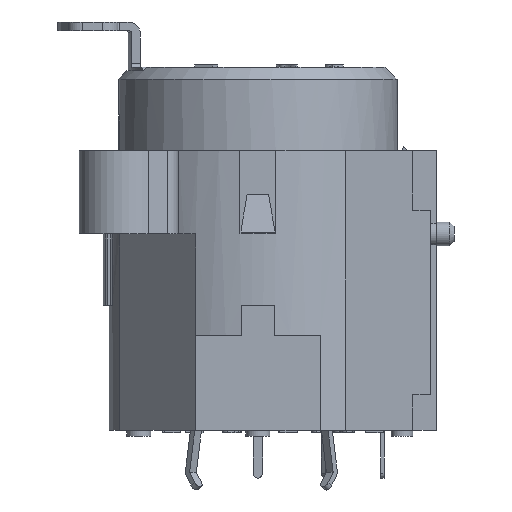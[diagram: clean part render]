
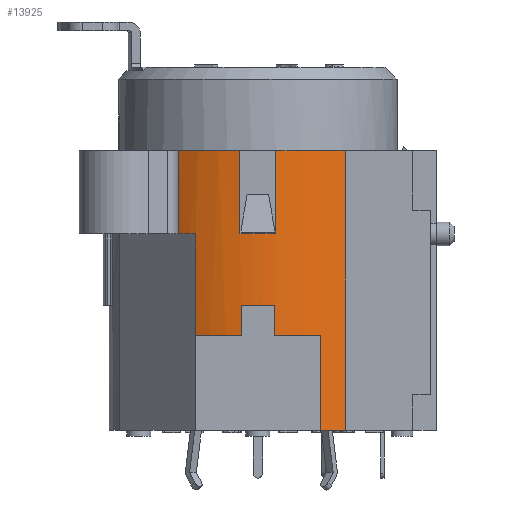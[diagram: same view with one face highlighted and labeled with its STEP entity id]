
A CAD part, left-side view. The second image highlights one B-rep face of the part: STEP entity #13925.
In plain terms, the highlighted cylindrical face has radius 13 mm (diameter 26 mm), a partial arc.
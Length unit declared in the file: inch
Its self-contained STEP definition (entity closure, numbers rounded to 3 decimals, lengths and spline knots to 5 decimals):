
#328=CIRCLE('',#14686,0.51181);
#329=CIRCLE('',#14687,0.51181);
#364=CIRCLE('',#14768,0.51181);
#365=CIRCLE('',#14769,0.51181);
#366=CIRCLE('',#14770,0.51181);
#367=CIRCLE('',#14771,0.51181);
#368=CIRCLE('',#14772,0.51181);
#369=CIRCLE('',#14773,0.51181);
#1000=FACE_OUTER_BOUND('',#1748,.T.);
#1748=EDGE_LOOP('',(#9455,#9456,#9457,#9458,#9459,#9460,#9461,#9462,#9463,
#9464,#9465,#9466,#9467,#9468,#9469,#9470));
#2687=LINE('',#18902,#4093);
#2708=LINE('',#18952,#4114);
#2709=LINE('',#18956,#4115);
#2710=LINE('',#18960,#4116);
#2711=LINE('',#18964,#4117);
#2712=LINE('',#18968,#4118);
#2713=LINE('',#18971,#4119);
#2714=LINE('',#18974,#4120);
#4093=VECTOR('',#15846,0.31496);
#4114=VECTOR('',#15885,0.27559);
#4115=VECTOR('',#15888,0.09843);
#4116=VECTOR('',#15891,0.09843);
#4117=VECTOR('',#15894,0.09843);
#4118=VECTOR('',#15897,0.31496);
#4119=VECTOR('',#15900,0.27559);
#4120=VECTOR('',#15903,0.27559);
#5806=VERTEX_POINT('',#18533);
#5807=VERTEX_POINT('',#18535);
#5810=VERTEX_POINT('',#18541);
#5811=VERTEX_POINT('',#18543);
#5937=VERTEX_POINT('',#18901);
#5957=VERTEX_POINT('',#18951);
#5958=VERTEX_POINT('',#18953);
#5959=VERTEX_POINT('',#18955);
#5960=VERTEX_POINT('',#18957);
#5961=VERTEX_POINT('',#18959);
#5962=VERTEX_POINT('',#18961);
#5963=VERTEX_POINT('',#18963);
#5964=VERTEX_POINT('',#18965);
#5965=VERTEX_POINT('',#18967);
#5966=VERTEX_POINT('',#18970);
#5967=VERTEX_POINT('',#18972);
#7161=EDGE_CURVE('',#5807,#5806,#328,.T.);
#7165=EDGE_CURVE('',#5811,#5810,#329,.T.);
#7326=EDGE_CURVE('',#5937,#5811,#2687,.T.);
#7349=EDGE_CURVE('',#5957,#5806,#2708,.T.);
#7350=EDGE_CURVE('',#5958,#5957,#364,.T.);
#7351=EDGE_CURVE('',#5958,#5959,#2709,.T.);
#7352=EDGE_CURVE('',#5959,#5960,#365,.T.);
#7353=EDGE_CURVE('',#5960,#5961,#2710,.T.);
#7354=EDGE_CURVE('',#5962,#5961,#366,.T.);
#7355=EDGE_CURVE('',#5962,#5963,#2711,.T.);
#7356=EDGE_CURVE('',#5963,#5964,#367,.T.);
#7357=EDGE_CURVE('',#5964,#5965,#2712,.T.);
#7358=EDGE_CURVE('',#5965,#5937,#368,.T.);
#7359=EDGE_CURVE('',#5810,#5966,#2713,.T.);
#7360=EDGE_CURVE('',#5966,#5967,#369,.T.);
#7361=EDGE_CURVE('',#5967,#5807,#2714,.T.);
#9455=ORIENTED_EDGE('',*,*,#7161,.T.);
#9456=ORIENTED_EDGE('',*,*,#7349,.F.);
#9457=ORIENTED_EDGE('',*,*,#7350,.F.);
#9458=ORIENTED_EDGE('',*,*,#7351,.T.);
#9459=ORIENTED_EDGE('',*,*,#7352,.T.);
#9460=ORIENTED_EDGE('',*,*,#7353,.T.);
#9461=ORIENTED_EDGE('',*,*,#7354,.F.);
#9462=ORIENTED_EDGE('',*,*,#7355,.T.);
#9463=ORIENTED_EDGE('',*,*,#7356,.T.);
#9464=ORIENTED_EDGE('',*,*,#7357,.T.);
#9465=ORIENTED_EDGE('',*,*,#7358,.T.);
#9466=ORIENTED_EDGE('',*,*,#7326,.T.);
#9467=ORIENTED_EDGE('',*,*,#7165,.T.);
#9468=ORIENTED_EDGE('',*,*,#7359,.T.);
#9469=ORIENTED_EDGE('',*,*,#7360,.T.);
#9470=ORIENTED_EDGE('',*,*,#7361,.T.);
#13067=CYLINDRICAL_SURFACE('',#14767,0.51181);
#13925=ADVANCED_FACE('',(#1000),#13067,.T.);
#14686=AXIS2_PLACEMENT_3D('',#18536,#15575,#15576);
#14687=AXIS2_PLACEMENT_3D('',#18544,#15580,#15581);
#14767=AXIS2_PLACEMENT_3D('',#18950,#15883,#15884);
#14768=AXIS2_PLACEMENT_3D('',#18954,#15886,#15887);
#14769=AXIS2_PLACEMENT_3D('',#18958,#15889,#15890);
#14770=AXIS2_PLACEMENT_3D('',#18962,#15892,#15893);
#14771=AXIS2_PLACEMENT_3D('',#18966,#15895,#15896);
#14772=AXIS2_PLACEMENT_3D('',#18969,#15898,#15899);
#14773=AXIS2_PLACEMENT_3D('',#18973,#15901,#15902);
#15575=DIRECTION('center_axis',(0.,0.,-1.));
#15576=DIRECTION('ref_axis',(0.859,-0.513,0.));
#15580=DIRECTION('center_axis',(0.,0.,-1.));
#15581=DIRECTION('ref_axis',(0.859,-0.513,0.));
#15846=DIRECTION('',(0.,0.,1.));
#15883=DIRECTION('center_axis',(0.,0.,1.));
#15884=DIRECTION('ref_axis',(-1.,0.,0.));
#15885=DIRECTION('',(0.,0.,1.));
#15886=DIRECTION('center_axis',(0.,0.,-1.));
#15887=DIRECTION('ref_axis',(0.859,-0.513,0.));
#15888=DIRECTION('',(0.,0.,-1.));
#15889=DIRECTION('center_axis',(0.,0.,1.));
#15890=DIRECTION('ref_axis',(-0.823,-0.568,0.));
#15891=DIRECTION('',(0.,0.,1.));
#15892=DIRECTION('center_axis',(0.,0.,-1.));
#15893=DIRECTION('ref_axis',(-1.,0.,0.));
#15894=DIRECTION('',(0.,0.,-1.));
#15895=DIRECTION('center_axis',(0.,0.,1.));
#15896=DIRECTION('ref_axis',(-0.823,-0.568,0.));
#15897=DIRECTION('',(0.,0.,-1.));
#15898=DIRECTION('center_axis',(0.,0.,1.));
#15899=DIRECTION('ref_axis',(-0.823,-0.568,0.));
#15900=DIRECTION('',(0.,0.,-1.));
#15901=DIRECTION('center_axis',(0.,0.,-1.));
#15902=DIRECTION('ref_axis',(-1.,0.,0.));
#15903=DIRECTION('',(0.,0.,1.));
#18533=CARTESIAN_POINT('',(-0.42555,0.31562,0.51181));
#18535=CARTESIAN_POINT('',(-0.49447,0.11234,0.51181));
#18536=CARTESIAN_POINT('Origin',(0.01392,0.05329,0.51181));
#18541=CARTESIAN_POINT('',(-0.49447,-0.00577,0.51181));
#18543=CARTESIAN_POINT('',(-0.40734,-0.23739,0.51181));
#18544=CARTESIAN_POINT('Origin',(0.01392,0.05329,0.51181));
#18901=CARTESIAN_POINT('',(-0.40734,-0.23739,-0.41339));
#18902=CARTESIAN_POINT('',(-0.40734,-0.23739,0.));
#18950=CARTESIAN_POINT('Origin',(0.01392,0.05329,0.));
#18951=CARTESIAN_POINT('',(-0.42555,0.31562,0.23622));
#18952=CARTESIAN_POINT('',(-0.42555,0.31562,0.23622));
#18953=CARTESIAN_POINT('',(-0.45458,0.25933,0.23622));
#18954=CARTESIAN_POINT('Origin',(0.01392,0.05329,0.23622));
#18955=CARTESIAN_POINT('',(-0.45458,0.25933,-0.09843));
#18956=CARTESIAN_POINT('',(-0.45458,0.25933,0.));
#18957=CARTESIAN_POINT('',(-0.49491,0.1084,-0.09843));
#18958=CARTESIAN_POINT('Origin',(0.01392,0.05329,-0.09843));
#18959=CARTESIAN_POINT('',(-0.49491,0.1084,0.));
#18960=CARTESIAN_POINT('',(-0.49491,0.1084,-0.09843));
#18961=CARTESIAN_POINT('',(-0.49491,-0.00183,0.));
#18962=CARTESIAN_POINT('Origin',(0.01392,0.05329,0.));
#18963=CARTESIAN_POINT('',(-0.49491,-0.00183,-0.09843));
#18964=CARTESIAN_POINT('',(-0.49491,-0.00183,0.));
#18965=CARTESIAN_POINT('',(-0.45458,-0.15276,-0.09843));
#18966=CARTESIAN_POINT('Origin',(0.01392,0.05329,-0.09843));
#18967=CARTESIAN_POINT('',(-0.45458,-0.15276,-0.41339));
#18968=CARTESIAN_POINT('',(-0.45458,-0.15276,-0.09843));
#18969=CARTESIAN_POINT('Origin',(0.01392,0.05329,-0.41339));
#18970=CARTESIAN_POINT('',(-0.49447,-0.00577,0.23622));
#18971=CARTESIAN_POINT('',(-0.49447,-0.00577,0.51181));
#18972=CARTESIAN_POINT('',(-0.49447,0.11234,0.23622));
#18973=CARTESIAN_POINT('Origin',(0.01392,0.05329,0.23622));
#18974=CARTESIAN_POINT('',(-0.49447,0.11234,0.23622));
